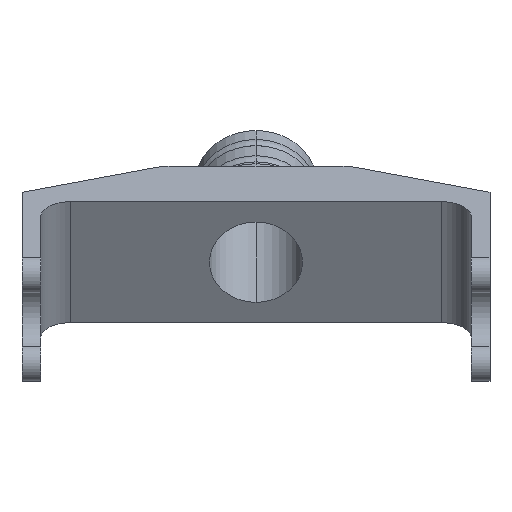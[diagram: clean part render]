
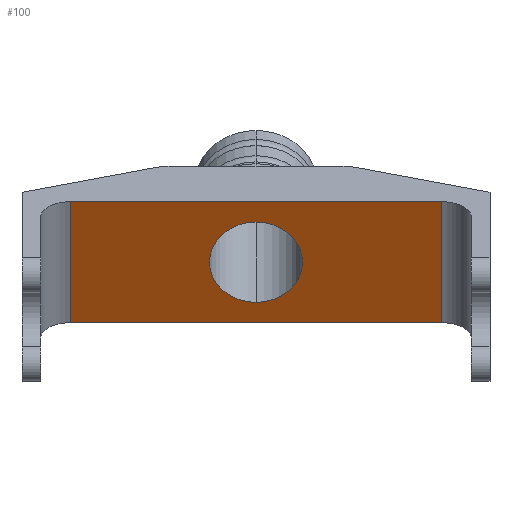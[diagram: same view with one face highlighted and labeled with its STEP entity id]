
A CAD part, front view. The second image highlights one B-rep face of the part: STEP entity #100.
In plain terms, the highlighted planar face has unit normal (0, -0.862, -0.507).
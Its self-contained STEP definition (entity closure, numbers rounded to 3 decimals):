
#50 = CARTESIAN_POINT ( 'NONE',  ( 39.65, 28.008, -0.929 ) ) ;
#100 = ADVANCED_FACE ( 'NONE', ( #1935, #729 ), #316, .T. ) ;
#161 = CARTESIAN_POINT ( 'NONE',  ( -39.65, 28.008, -0.929 ) ) ;
#185 = DIRECTION ( 'NONE',  ( 0., -0.862, -0.507 ) ) ;
#214 = CIRCLE ( 'NONE', #1102, 9.95 ) ;
#245 = CIRCLE ( 'NONE', #332, 9.95 ) ;
#252 = VECTOR ( 'NONE', #2512, 1000. ) ;
#279 = LINE ( 'NONE', #1105, #2032 ) ;
#316 = PLANE ( 'NONE',  #415 ) ;
#327 = CARTESIAN_POINT ( 'NONE',  ( -39.65, 28.008, -0.929 ) ) ;
#332 = AXIS2_PLACEMENT_3D ( 'NONE', #2451, #646, #1256 ) ;
#403 = DIRECTION ( 'NONE',  ( 0., 0.507, -0.862 ) ) ;
#415 = AXIS2_PLACEMENT_3D ( 'NONE', #2132, #1094, #1488 ) ;
#424 = EDGE_CURVE ( 'NONE', #1677, #2220, #245, .T. ) ;
#449 = CARTESIAN_POINT ( 'NONE',  ( 39.65, 12.798, 24.93 ) ) ;
#525 = ORIENTED_EDGE ( 'NONE', *, *, #1896, .F. ) ;
#550 = LINE ( 'NONE', #161, #875 ) ;
#638 = EDGE_CURVE ( 'NONE', #1423, #1536, #550, .T. ) ;
#646 = DIRECTION ( 'NONE',  ( 0., -0.862, -0.507 ) ) ;
#697 = EDGE_LOOP ( 'NONE', ( #2079, #1949, #2318, #2177 ) ) ;
#729 = FACE_OUTER_BOUND ( 'NONE', #697, .T. ) ;
#788 = EDGE_CURVE ( 'NONE', #1536, #1608, #279, .T. ) ;
#868 = VERTEX_POINT ( 'NONE', #50 ) ;
#875 = VECTOR ( 'NONE', #1338, 1000. ) ;
#914 = LINE ( 'NONE', #1304, #252 ) ;
#997 = EDGE_CURVE ( 'NONE', #1423, #868, #1729, .T. ) ;
#1094 = DIRECTION ( 'NONE',  ( 0., -0.862, -0.507 ) ) ;
#1102 = AXIS2_PLACEMENT_3D ( 'NONE', #2013, #185, #403 ) ;
#1105 = CARTESIAN_POINT ( 'NONE',  ( -15., 12.798, 24.93 ) ) ;
#1110 = EDGE_LOOP ( 'NONE', ( #2450, #525 ) ) ;
#1245 = CARTESIAN_POINT ( 'NONE',  ( -39.65, 12.798, 24.93 ) ) ;
#1256 = DIRECTION ( 'NONE',  ( 0., 0.507, -0.862 ) ) ;
#1304 = CARTESIAN_POINT ( 'NONE',  ( 39.65, 28.008, -0.929 ) ) ;
#1338 = DIRECTION ( 'NONE',  ( 0., -0.507, 0.862 ) ) ;
#1357 = VECTOR ( 'NONE', #2345, 1000. ) ;
#1423 = VERTEX_POINT ( 'NONE', #327 ) ;
#1488 = DIRECTION ( 'NONE',  ( 0., 0.507, -0.862 ) ) ;
#1536 = VERTEX_POINT ( 'NONE', #1245 ) ;
#1578 = CARTESIAN_POINT ( 'NONE',  ( -15., 28.008, -0.929 ) ) ;
#1587 = CARTESIAN_POINT ( 'NONE',  ( 0., 15.359, 20.577 ) ) ;
#1608 = VERTEX_POINT ( 'NONE', #449 ) ;
#1609 = EDGE_CURVE ( 'NONE', #868, #1608, #914, .T. ) ;
#1677 = VERTEX_POINT ( 'NONE', #1930 ) ;
#1679 = DIRECTION ( 'NONE',  ( 1., 0., 0. ) ) ;
#1729 = LINE ( 'NONE', #1578, #1357 ) ;
#1896 = EDGE_CURVE ( 'NONE', #2220, #1677, #214, .T. ) ;
#1930 = CARTESIAN_POINT ( 'NONE',  ( 0., 25.448, 3.424 ) ) ;
#1935 = FACE_BOUND ( 'NONE', #1110, .T. ) ;
#1949 = ORIENTED_EDGE ( 'NONE', *, *, #1609, .T. ) ;
#2013 = CARTESIAN_POINT ( 'NONE',  ( 0., 20.403, 12.001 ) ) ;
#2032 = VECTOR ( 'NONE', #1679, 1000. ) ;
#2079 = ORIENTED_EDGE ( 'NONE', *, *, #997, .T. ) ;
#2132 = CARTESIAN_POINT ( 'NONE',  ( -15., 28.008, -0.929 ) ) ;
#2177 = ORIENTED_EDGE ( 'NONE', *, *, #638, .F. ) ;
#2220 = VERTEX_POINT ( 'NONE', #1587 ) ;
#2318 = ORIENTED_EDGE ( 'NONE', *, *, #788, .F. ) ;
#2345 = DIRECTION ( 'NONE',  ( 1., 0., 0. ) ) ;
#2450 = ORIENTED_EDGE ( 'NONE', *, *, #424, .F. ) ;
#2451 = CARTESIAN_POINT ( 'NONE',  ( 0., 20.403, 12.001 ) ) ;
#2512 = DIRECTION ( 'NONE',  ( 0., -0.507, 0.862 ) ) ;
